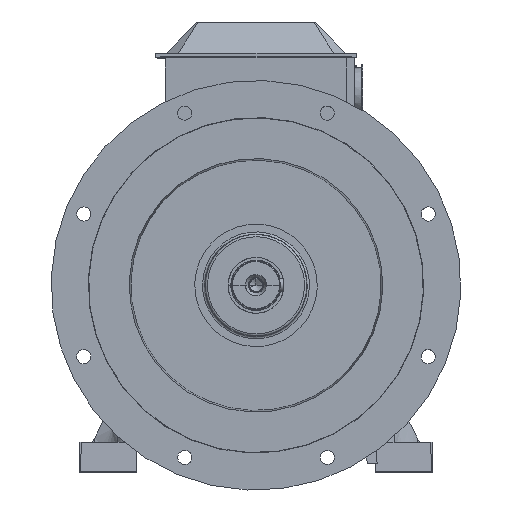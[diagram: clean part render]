
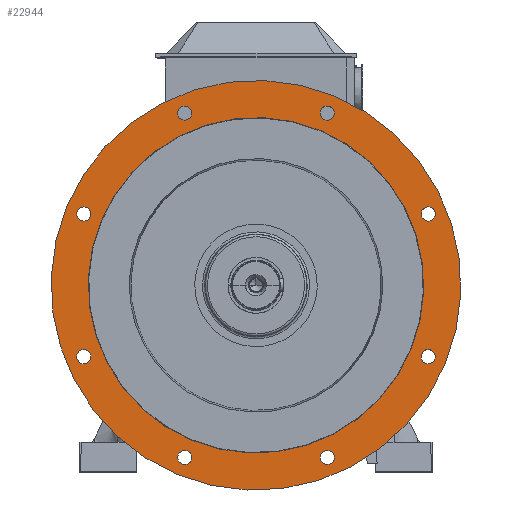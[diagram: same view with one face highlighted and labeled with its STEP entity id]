
A CAD part, top view. The second image highlights one B-rep face of the part: STEP entity #22944.
In plain terms, the highlighted planar face has unit normal (0, 0, 1).
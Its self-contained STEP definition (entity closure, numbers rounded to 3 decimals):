
#789=PLANE('',#48804);
#22944=ADVANCED_FACE('F3030',(#24164,#24165,#24166,#24167,#24168,#24169,
#24170,#24171,#24172,#24173),#789,.T.);
#24164=FACE_BOUND('',#25454,.T.);
#24165=FACE_BOUND('',#25455,.T.);
#24166=FACE_BOUND('',#25456,.T.);
#24167=FACE_BOUND('',#25457,.T.);
#24168=FACE_BOUND('',#25458,.T.);
#24169=FACE_BOUND('',#25459,.T.);
#24170=FACE_BOUND('',#25460,.T.);
#24171=FACE_BOUND('',#25461,.T.);
#24172=FACE_BOUND('',#25462,.T.);
#24173=FACE_BOUND('',#25463,.T.);
#25454=EDGE_LOOP('',(#30599));
#25455=EDGE_LOOP('',(#30600));
#25456=EDGE_LOOP('',(#30601));
#25457=EDGE_LOOP('',(#30602));
#25458=EDGE_LOOP('',(#30603));
#25459=EDGE_LOOP('',(#30604));
#25460=EDGE_LOOP('',(#30605));
#25461=EDGE_LOOP('',(#30606));
#25462=EDGE_LOOP('',(#30607));
#25463=EDGE_LOOP('',(#30608));
#30599=ORIENTED_EDGE('',*,*,#43404,.T.);
#30600=ORIENTED_EDGE('',*,*,#43374,.T.);
#30601=ORIENTED_EDGE('',*,*,#43377,.T.);
#30602=ORIENTED_EDGE('',*,*,#43380,.T.);
#30603=ORIENTED_EDGE('',*,*,#43383,.T.);
#30604=ORIENTED_EDGE('',*,*,#43386,.T.);
#30605=ORIENTED_EDGE('',*,*,#43389,.T.);
#30606=ORIENTED_EDGE('',*,*,#43392,.T.);
#30607=ORIENTED_EDGE('',*,*,#43360,.F.);
#30608=ORIENTED_EDGE('',*,*,#43371,.T.);
#37534=VERTEX_POINT('',#85501);
#37540=VERTEX_POINT('',#85525);
#37542=VERTEX_POINT('',#85531);
#37544=VERTEX_POINT('',#85537);
#37546=VERTEX_POINT('',#85543);
#37548=VERTEX_POINT('',#85549);
#37550=VERTEX_POINT('',#85555);
#37552=VERTEX_POINT('',#85561);
#37554=VERTEX_POINT('',#85567);
#37561=VERTEX_POINT('',#85592);
#43360=EDGE_CURVE('E2020',#37534,#37534,#46217,.T.);
#43371=EDGE_CURVE('E33',#37540,#37540,#46225,.T.);
#43374=EDGE_CURVE('E4949',#37542,#37542,#46227,.T.);
#43377=EDGE_CURVE('E5151',#37544,#37544,#46229,.T.);
#43380=EDGE_CURVE('E5353',#37546,#37546,#46231,.T.);
#43383=EDGE_CURVE('E5555',#37548,#37548,#46233,.T.);
#43386=EDGE_CURVE('E5757',#37550,#37550,#46235,.T.);
#43389=EDGE_CURVE('E5959',#37552,#37552,#46237,.T.);
#43392=EDGE_CURVE('E6161',#37554,#37554,#46239,.T.);
#43404=EDGE_CURVE('E2323',#37561,#37561,#46249,.T.);
#46217=CIRCLE('',#48751,225.);
#46225=CIRCLE('',#48765,9.5);
#46227=CIRCLE('',#48768,9.5);
#46229=CIRCLE('',#48771,9.5);
#46231=CIRCLE('',#48774,9.5);
#46233=CIRCLE('',#48777,9.5);
#46235=CIRCLE('',#48780,9.5);
#46237=CIRCLE('',#48783,9.5);
#46239=CIRCLE('',#48786,9.5);
#46249=CIRCLE('',#48802,274.832);
#48751=AXIS2_PLACEMENT_3D('',#85502,#55474,#55475);
#48765=AXIS2_PLACEMENT_3D('',#85527,#55504,#55505);
#48768=AXIS2_PLACEMENT_3D('',#85533,#55511,#55512);
#48771=AXIS2_PLACEMENT_3D('',#85539,#55518,#55519);
#48774=AXIS2_PLACEMENT_3D('',#85545,#55525,#55526);
#48777=AXIS2_PLACEMENT_3D('',#85551,#55532,#55533);
#48780=AXIS2_PLACEMENT_3D('',#85557,#55539,#55540);
#48783=AXIS2_PLACEMENT_3D('',#85563,#55546,#55547);
#48786=AXIS2_PLACEMENT_3D('',#85569,#55553,#55554);
#48802=AXIS2_PLACEMENT_3D('',#85593,#55587,#55588);
#48804=AXIS2_PLACEMENT_3D('',#85595,#55591,#55592);
#55474=DIRECTION('',(0.,0.,1.));
#55475=DIRECTION('',(1.,0.,0.));
#55504=DIRECTION('',(0.,0.,-1.));
#55505=DIRECTION('',(-1.,0.,0.));
#55511=DIRECTION('',(0.,0.,-1.));
#55512=DIRECTION('',(-1.,0.,0.));
#55518=DIRECTION('',(0.,0.,-1.));
#55519=DIRECTION('',(-1.,0.,0.));
#55525=DIRECTION('',(0.,0.,-1.));
#55526=DIRECTION('',(-1.,0.,0.));
#55532=DIRECTION('',(0.,0.,-1.));
#55533=DIRECTION('',(-1.,0.,0.));
#55539=DIRECTION('',(0.,0.,-1.));
#55540=DIRECTION('',(-1.,0.,0.));
#55546=DIRECTION('',(0.,0.,-1.));
#55547=DIRECTION('',(-1.,0.,0.));
#55553=DIRECTION('',(0.,0.,-1.));
#55554=DIRECTION('',(-1.,0.,0.));
#55587=DIRECTION('',(0.,0.,1.));
#55588=DIRECTION('',(1.,0.,0.));
#55591=DIRECTION('',(0.,0.,1.));
#55592=DIRECTION('',(-1.,0.,0.));
#85501=CARTESIAN_POINT('',(-86.104,-207.873,89.529));
#85502=CARTESIAN_POINT('',(0.,0.,89.529));
#85525=CARTESIAN_POINT('',(-105.171,-230.97,89.529));
#85527=CARTESIAN_POINT('',(-95.671,-230.97,89.529));
#85531=CARTESIAN_POINT('',(-237.687,-88.953,89.529));
#85533=CARTESIAN_POINT('',(-230.97,-95.671,89.529));
#85537=CARTESIAN_POINT('',(-230.97,105.171,89.529));
#85539=CARTESIAN_POINT('',(-230.97,95.671,89.529));
#85543=CARTESIAN_POINT('',(-88.953,237.687,89.529));
#85545=CARTESIAN_POINT('',(-95.671,230.97,89.529));
#85549=CARTESIAN_POINT('',(105.171,230.97,89.529));
#85551=CARTESIAN_POINT('',(95.671,230.97,89.529));
#85555=CARTESIAN_POINT('',(237.687,88.953,89.529));
#85557=CARTESIAN_POINT('',(230.97,95.671,89.529));
#85561=CARTESIAN_POINT('',(230.97,-105.171,89.529));
#85563=CARTESIAN_POINT('',(230.97,-95.671,89.529));
#85567=CARTESIAN_POINT('',(88.953,-237.687,89.529));
#85569=CARTESIAN_POINT('',(95.671,-230.97,89.529));
#85592=CARTESIAN_POINT('',(-105.174,-253.912,89.529));
#85593=CARTESIAN_POINT('',(0.,0.,89.529));
#85595=CARTESIAN_POINT('',(302.316,302.316,89.529));
